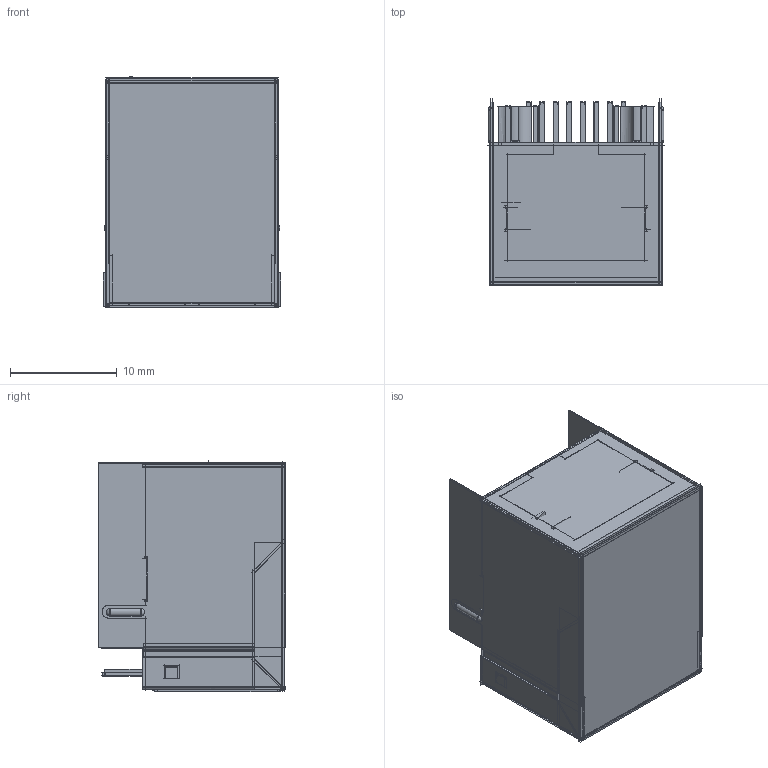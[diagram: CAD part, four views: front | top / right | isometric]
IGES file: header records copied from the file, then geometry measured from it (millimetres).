
Start section:  PTC IGES file: DGKYD111B035CA2A1D.igs
Global section: file name: DGKYD111B035CA2A1D.igs; native system: Creo Parametric by PTC Inc.; preprocessor: 2018400; author: Administrator; organization: Unknown; date: 20210701.112052; units: millimetre
Bounding box: 16.58 x 17.53 x 21.7 mm (x, y, z)
Volume: 5982 mm3; surface area: 99284.8 mm2
Topology: 21 solids, 21 shells, 2294 faces, 15082 edges, 21145 vertices
Faces by surface type: bspline 1878, revolution 320, extrusion 96
